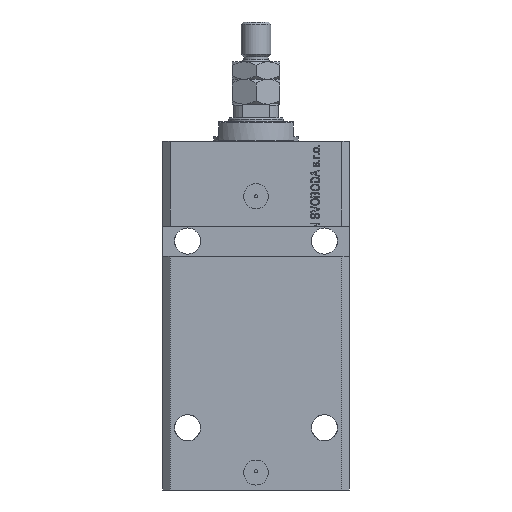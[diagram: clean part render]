
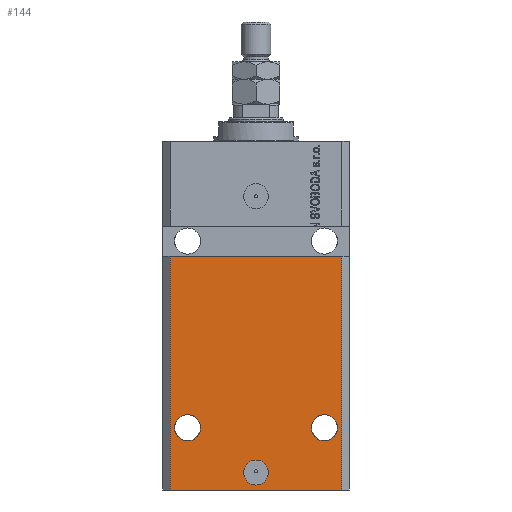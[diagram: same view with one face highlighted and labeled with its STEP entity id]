
A CAD part, front view. The second image highlights one B-rep face of the part: STEP entity #144.
In plain terms, the highlighted planar face has unit normal (0, -1, 0).
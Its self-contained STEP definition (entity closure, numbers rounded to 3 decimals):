
#144 = ADVANCED_FACE ( 'NONE', ( #24661, #35202, #10896, #3217 ), #45954, .T. ) ;
#221 = EDGE_CURVE ( 'NONE', #2801, #9583, #36116, .T. ) ;
#1014 = ORIENTED_EDGE ( 'NONE', *, *, #8550, .F. ) ;
#1289 = CARTESIAN_POINT ( 'NONE',  ( 27.5, -27.5, -115. ) ) ;
#1660 = VERTEX_POINT ( 'NONE', #39449 ) ;
#2698 = LINE ( 'NONE', #35136, #6275 ) ;
#2801 = VERTEX_POINT ( 'NONE', #38500 ) ;
#3217 = FACE_OUTER_BOUND ( 'NONE', #33088, .T. ) ;
#3353 = VECTOR ( 'NONE', #22768, 1000. ) ;
#3371 = AXIS2_PLACEMENT_3D ( 'NONE', #21862, #3920, #18139 ) ;
#3484 = CARTESIAN_POINT ( 'NONE',  ( 0., -27.5, -133. ) ) ;
#3920 = DIRECTION ( 'NONE',  ( 0., -1., 0. ) ) ;
#3928 = ORIENTED_EDGE ( 'NONE', *, *, #38466, .F. ) ;
#3961 = VERTEX_POINT ( 'NONE', #9102 ) ;
#4036 = AXIS2_PLACEMENT_3D ( 'NONE', #1289, #33265, #22267 ) ;
#4615 = CARTESIAN_POINT ( 'NONE',  ( -34.5, -27.5, -140. ) ) ;
#4832 = VECTOR ( 'NONE', #44493, 1000. ) ;
#5057 = CARTESIAN_POINT ( 'NONE',  ( 34.5, -27.5, -140. ) ) ;
#6275 = VECTOR ( 'NONE', #38865, 1000. ) ;
#6705 = EDGE_LOOP ( 'NONE', ( #1014, #19953 ) ) ;
#6949 = DIRECTION ( 'NONE',  ( 0., -1., 0. ) ) ;
#7195 = CARTESIAN_POINT ( 'NONE',  ( 5., -27.5, -133. ) ) ;
#7982 = EDGE_LOOP ( 'NONE', ( #14570, #12800 ) ) ;
#8248 = AXIS2_PLACEMENT_3D ( 'NONE', #24726, #32672, #42505 ) ;
#8464 = VERTEX_POINT ( 'NONE', #41783 ) ;
#8550 = EDGE_CURVE ( 'NONE', #22743, #8464, #17511, .T. ) ;
#9102 = CARTESIAN_POINT ( 'NONE',  ( -34.5, -27.5, -46. ) ) ;
#9498 = CARTESIAN_POINT ( 'NONE',  ( 32.75, -27.5, -115. ) ) ;
#9583 = VERTEX_POINT ( 'NONE', #17984 ) ;
#9611 = CARTESIAN_POINT ( 'NONE',  ( -22.25, -27.5, -115. ) ) ;
#9842 = ORIENTED_EDGE ( 'NONE', *, *, #25530, .F. ) ;
#9962 = AXIS2_PLACEMENT_3D ( 'NONE', #3484, #17472, #45299 ) ;
#10350 = EDGE_CURVE ( 'NONE', #8464, #22743, #13844, .T. ) ;
#10896 = FACE_BOUND ( 'NONE', #6705, .T. ) ;
#10987 = EDGE_CURVE ( 'NONE', #11713, #46190, #37715, .T. ) ;
#11200 = CIRCLE ( 'NONE', #8248, 5.25 ) ;
#11433 = DIRECTION ( 'NONE',  ( 0., 0., 1. ) ) ;
#11713 = VERTEX_POINT ( 'NONE', #7195 ) ;
#12502 = DIRECTION ( 'NONE',  ( 1., 0., 0. ) ) ;
#12800 = ORIENTED_EDGE ( 'NONE', *, *, #40423, .F. ) ;
#13844 = CIRCLE ( 'NONE', #44428, 5.25 ) ;
#14570 = ORIENTED_EDGE ( 'NONE', *, *, #10987, .F. ) ;
#14936 = CARTESIAN_POINT ( 'NONE',  ( -34.5, -27.5, -140. ) ) ;
#15247 = ORIENTED_EDGE ( 'NONE', *, *, #221, .T. ) ;
#15256 = AXIS2_PLACEMENT_3D ( 'NONE', #25135, #6949, #21156 ) ;
#16223 = CARTESIAN_POINT ( 'NONE',  ( -34.5, -27.5, -140. ) ) ;
#16863 = EDGE_LOOP ( 'NONE', ( #3928, #9842 ) ) ;
#17472 = DIRECTION ( 'NONE',  ( 0., -1., 0. ) ) ;
#17511 = CIRCLE ( 'NONE', #3371, 5.25 ) ;
#17984 = CARTESIAN_POINT ( 'NONE',  ( 34.5, -27.5, -46. ) ) ;
#18139 = DIRECTION ( 'NONE',  ( -1., 0., 0. ) ) ;
#19482 = LINE ( 'NONE', #16223, #4832 ) ;
#19894 = VERTEX_POINT ( 'NONE', #4615 ) ;
#19953 = ORIENTED_EDGE ( 'NONE', *, *, #10350, .F. ) ;
#21156 = DIRECTION ( 'NONE',  ( 0., 0., -1. ) ) ;
#21862 = CARTESIAN_POINT ( 'NONE',  ( -27.5, -27.5, -115. ) ) ;
#22267 = DIRECTION ( 'NONE',  ( 1., 0., 0. ) ) ;
#22441 = VERTEX_POINT ( 'NONE', #9498 ) ;
#22743 = VERTEX_POINT ( 'NONE', #9611 ) ;
#22768 = DIRECTION ( 'NONE',  ( 0., 0., 1. ) ) ;
#22796 = AXIS2_PLACEMENT_3D ( 'NONE', #40549, #40783, #12502 ) ;
#22986 = EDGE_CURVE ( 'NONE', #19894, #3961, #40405, .T. ) ;
#23660 = CARTESIAN_POINT ( 'NONE',  ( -5., -27.5, -133. ) ) ;
#24032 = DIRECTION ( 'NONE',  ( -1., 0., 0. ) ) ;
#24661 = FACE_BOUND ( 'NONE', #7982, .T. ) ;
#24726 = CARTESIAN_POINT ( 'NONE',  ( 27.5, -27.5, -115. ) ) ;
#25135 = CARTESIAN_POINT ( 'NONE',  ( -34.5, -27.5, -140. ) ) ;
#25153 = ORIENTED_EDGE ( 'NONE', *, *, #22986, .F. ) ;
#25530 = EDGE_CURVE ( 'NONE', #1660, #22441, #11200, .T. ) ;
#27517 = VECTOR ( 'NONE', #11433, 1000. ) ;
#29268 = CIRCLE ( 'NONE', #4036, 5.25 ) ;
#29551 = ORIENTED_EDGE ( 'NONE', *, *, #43398, .T. ) ;
#30818 = CIRCLE ( 'NONE', #9962, 5. ) ;
#32672 = DIRECTION ( 'NONE',  ( 0., -1., 0. ) ) ;
#33088 = EDGE_LOOP ( 'NONE', ( #38268, #25153, #29551, #15247 ) ) ;
#33265 = DIRECTION ( 'NONE',  ( 0., -1., 0. ) ) ;
#35136 = CARTESIAN_POINT ( 'NONE',  ( -37.5, -27.5, -46. ) ) ;
#35202 = FACE_BOUND ( 'NONE', #16863, .T. ) ;
#36116 = LINE ( 'NONE', #5057, #3353 ) ;
#37715 = CIRCLE ( 'NONE', #22796, 5. ) ;
#37838 = DIRECTION ( 'NONE',  ( 0., -1., 0. ) ) ;
#38268 = ORIENTED_EDGE ( 'NONE', *, *, #41891, .F. ) ;
#38466 = EDGE_CURVE ( 'NONE', #22441, #1660, #29268, .T. ) ;
#38500 = CARTESIAN_POINT ( 'NONE',  ( 34.5, -27.5, -140. ) ) ;
#38865 = DIRECTION ( 'NONE',  ( 1., 0., 0. ) ) ;
#39449 = CARTESIAN_POINT ( 'NONE',  ( 22.25, -27.5, -115. ) ) ;
#40405 = LINE ( 'NONE', #14936, #27517 ) ;
#40423 = EDGE_CURVE ( 'NONE', #46190, #11713, #30818, .T. ) ;
#40549 = CARTESIAN_POINT ( 'NONE',  ( 0., -27.5, -133. ) ) ;
#40783 = DIRECTION ( 'NONE',  ( 0., -1., 0. ) ) ;
#41783 = CARTESIAN_POINT ( 'NONE',  ( -32.75, -27.5, -115. ) ) ;
#41818 = CARTESIAN_POINT ( 'NONE',  ( -27.5, -27.5, -115. ) ) ;
#41891 = EDGE_CURVE ( 'NONE', #3961, #9583, #2698, .T. ) ;
#42505 = DIRECTION ( 'NONE',  ( 1., 0., 0. ) ) ;
#43398 = EDGE_CURVE ( 'NONE', #19894, #2801, #19482, .T. ) ;
#44428 = AXIS2_PLACEMENT_3D ( 'NONE', #41818, #37838, #24032 ) ;
#44493 = DIRECTION ( 'NONE',  ( 1., 0., 0. ) ) ;
#45299 = DIRECTION ( 'NONE',  ( 1., 0., 0. ) ) ;
#45954 = PLANE ( 'NONE',  #15256 ) ;
#46190 = VERTEX_POINT ( 'NONE', #23660 ) ;
